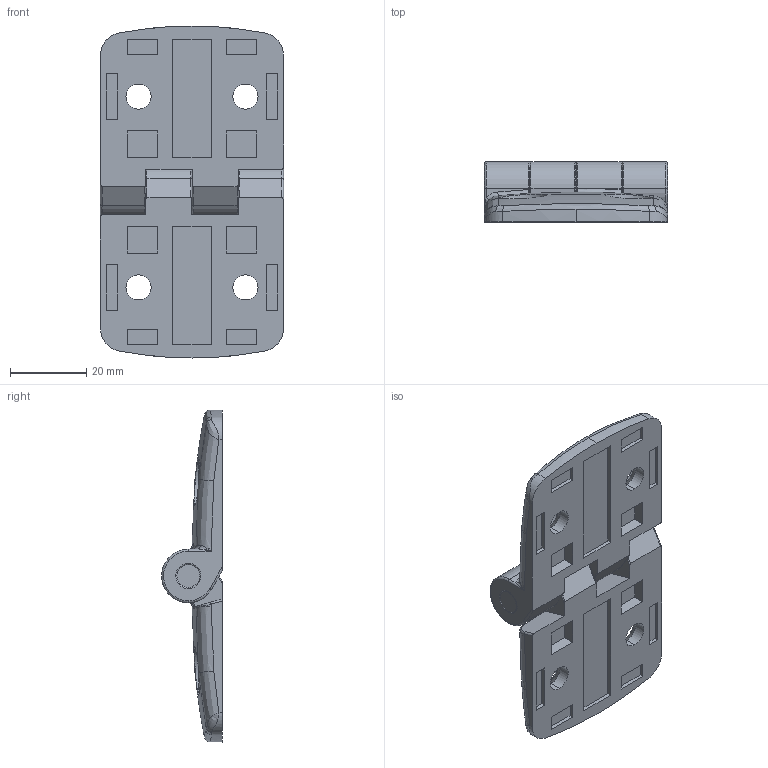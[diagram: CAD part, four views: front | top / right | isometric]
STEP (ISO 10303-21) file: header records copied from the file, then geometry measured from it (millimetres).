
FILE_DESCRIPTION (( 'STEP AP214' ), '1' );
FILE_NAME ('6221720', '2019-01-28T16:59:53', ( '' ), ('JUGARD+KÜNSTNER GmbH'), 'SwSTEP 2.0', 'SolidWorks 2017', '' );
FILE_SCHEMA (( 'AUTOMOTIVE_DESIGN' ));
Length unit declared in the file: millimetre
Products named in the file (3): 6221720; Part2; Part1
Assembly tree (3 placements, depth 2):
  6221720
    Part2  x2
    Part1
Bounding box: 48 x 15.9 x 87 mm (x, y, z)
Volume: 26914.9 mm3; surface area: 14071.7 mm2
Topology: 3 solids, 3 shells, 236 faces, 592 edges, 366 vertices
Faces by surface type: plane 96, bspline 74, cylinder 58, cone 8
Entity records: 6532 total; most frequent: CARTESIAN_POINT 2530, ORIENTED_EDGE 592, DIRECTION 454, EDGE_CURVE 296, VERTEX_POINT 185, AXIS2_PLACEMENT_3D 155, LINE 144, VECTOR 144
